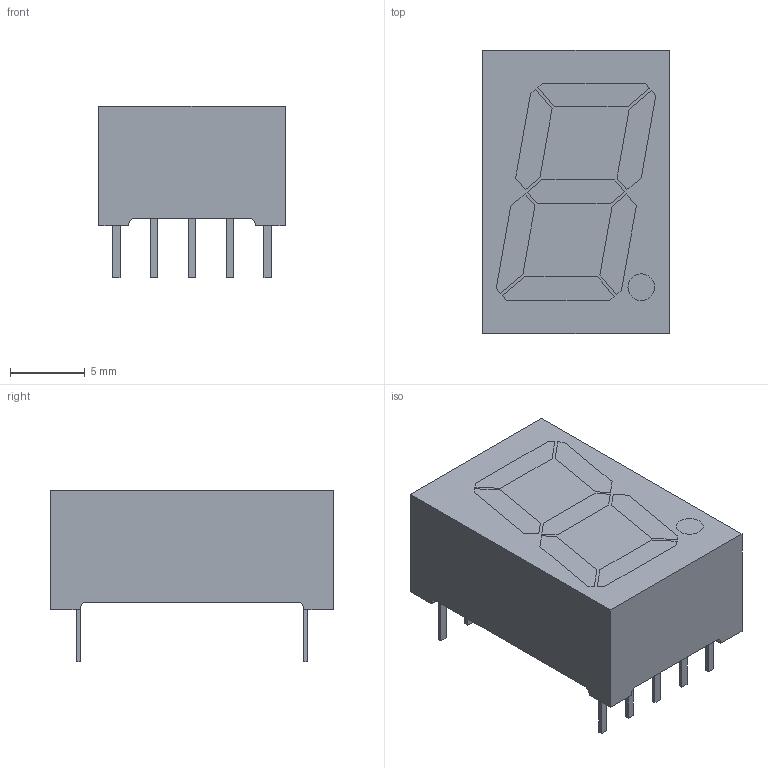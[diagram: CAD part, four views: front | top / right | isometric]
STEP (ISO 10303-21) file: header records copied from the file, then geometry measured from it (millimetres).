
FILE_DESCRIPTION(('STEP AP214'),'1');
FILE_NAME(' ',' ',('TraceParts'),('TraceParts S.A.'),'XStep 1.0',' ',' ');
FILE_SCHEMA(('automotive_design'));
Length unit declared in the file: millimetre
Products named in the file (12): NONE
Bounding box: 12.5 x 19 x 11.5 mm (x, y, z)
Volume: 1789.9 mm3; surface area: 2239.3 mm2
Topology: 12 solids, 12 shells, 196 faces, 492 edges, 328 vertices
Faces by surface type: plane 184, cylinder 12
Entity records: 11738 total; most frequent: STYLED_ITEM 1028, PRESENTATION_STYLE_ASSIGNMENT 1028, CARTESIAN_POINT 1028, COLOUR_RGB 1028, ORIENTED_EDGE 984, DIRECTION 932, EDGE_CURVE 492, CURVE_STYLE 492
